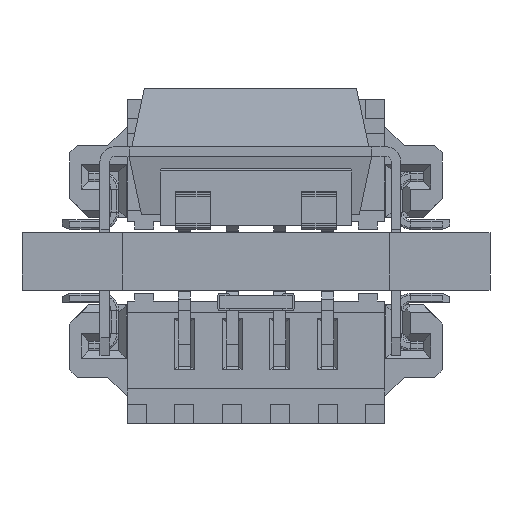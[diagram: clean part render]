
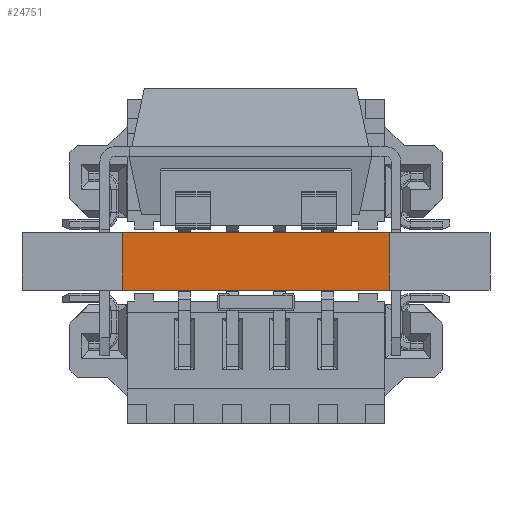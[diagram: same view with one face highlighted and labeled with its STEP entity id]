
A CAD part, front view. The second image highlights one B-rep face of the part: STEP entity #24751.
In plain terms, the highlighted planar face has unit normal (0, -1, 0).
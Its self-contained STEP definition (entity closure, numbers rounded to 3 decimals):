
#24083 = VERTEX_POINT('',#24084);
#24084 = CARTESIAN_POINT('',(43.625,-182.,1.51));
#24090 = EDGE_CURVE('',#24091,#24083,#24093,.T.);
#24091 = VERTEX_POINT('',#24092);
#24092 = CARTESIAN_POINT('',(43.625,-182.,0.));
#24093 = LINE('',#24094,#24095);
#24094 = CARTESIAN_POINT('',(43.625,-182.,0.));
#24095 = VECTOR('',#24096,1.);
#24096 = DIRECTION('',(0.,0.,1.));
#24139 = VERTEX_POINT('',#24140);
#24140 = CARTESIAN_POINT('',(36.625,-182.,0.));
#24146 = EDGE_CURVE('',#24091,#24139,#24147,.T.);
#24147 = LINE('',#24148,#24149);
#24148 = CARTESIAN_POINT('',(43.625,-182.,0.));
#24149 = VECTOR('',#24150,1.);
#24150 = DIRECTION('',(-1.,0.,0.));
#24452 = VERTEX_POINT('',#24453);
#24453 = CARTESIAN_POINT('',(36.625,-182.,1.51));
#24459 = EDGE_CURVE('',#24083,#24452,#24460,.T.);
#24460 = LINE('',#24461,#24462);
#24461 = CARTESIAN_POINT('',(43.625,-182.,1.51));
#24462 = VECTOR('',#24463,1.);
#24463 = DIRECTION('',(-1.,0.,0.));
#24751 = ADVANCED_FACE('',(#24752),#24763,.T.);
#24752 = FACE_BOUND('',#24753,.T.);
#24753 = EDGE_LOOP('',(#24754,#24755,#24756,#24762));
#24754 = ORIENTED_EDGE('',*,*,#24090,.T.);
#24755 = ORIENTED_EDGE('',*,*,#24459,.T.);
#24756 = ORIENTED_EDGE('',*,*,#24757,.F.);
#24757 = EDGE_CURVE('',#24139,#24452,#24758,.T.);
#24758 = LINE('',#24759,#24760);
#24759 = CARTESIAN_POINT('',(36.625,-182.,0.));
#24760 = VECTOR('',#24761,1.);
#24761 = DIRECTION('',(0.,0.,1.));
#24762 = ORIENTED_EDGE('',*,*,#24146,.F.);
#24763 = PLANE('',#24764);
#24764 = AXIS2_PLACEMENT_3D('',#24765,#24766,#24767);
#24765 = CARTESIAN_POINT('',(43.625,-182.,0.));
#24766 = DIRECTION('',(0.,-1.,0.));
#24767 = DIRECTION('',(-1.,0.,0.));
